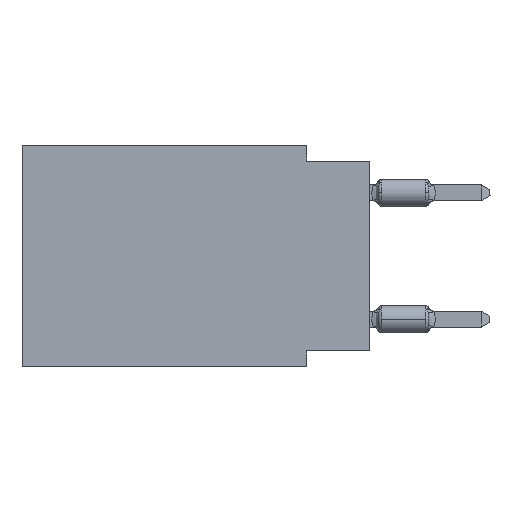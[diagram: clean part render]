
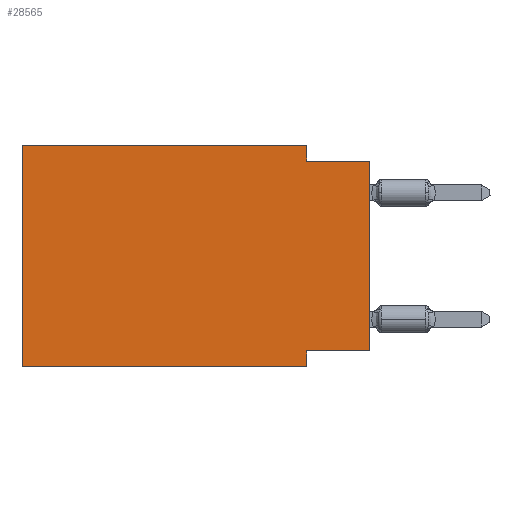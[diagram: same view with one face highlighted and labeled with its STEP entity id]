
A CAD part, left-side view. The second image highlights one B-rep face of the part: STEP entity #28565.
In plain terms, the highlighted planar face has unit normal (-1, 0, 0).
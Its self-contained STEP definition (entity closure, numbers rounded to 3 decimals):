
#335 = VECTOR ( 'NONE', #58995, 1000. ) ;
#1245 = DIRECTION ( 'NONE',  ( 0., 0., -1. ) ) ;
#1886 = VECTOR ( 'NONE', #6429, 1000. ) ;
#2103 = LINE ( 'NONE', #26225, #23729 ) ;
#2394 = CARTESIAN_POINT ( 'NONE',  ( 0., 0., -0.635 ) ) ;
#2488 = VERTEX_POINT ( 'NONE', #59183 ) ;
#4712 = CARTESIAN_POINT ( 'NONE',  ( 0., 13.97, 0. ) ) ;
#5521 = VERTEX_POINT ( 'NONE', #2394 ) ;
#6429 = DIRECTION ( 'NONE',  ( 0., 0., -1. ) ) ;
#7372 = VERTEX_POINT ( 'NONE', #38792 ) ;
#7472 = DIRECTION ( 'NONE',  ( 0., -1., 0. ) ) ;
#7830 = DIRECTION ( 'NONE',  ( 0., -1., 0. ) ) ;
#8798 = ORIENTED_EDGE ( 'NONE', *, *, #10179, .F. ) ;
#9357 = CARTESIAN_POINT ( 'NONE',  ( 0., 2.54, -8.89 ) ) ;
#9439 = EDGE_CURVE ( 'NONE', #54322, #41624, #48770, .T. ) ;
#10179 = EDGE_CURVE ( 'NONE', #7372, #13077, #39092, .T. ) ;
#11643 = DIRECTION ( 'NONE',  ( 0., 0., -1. ) ) ;
#11780 = ORIENTED_EDGE ( 'NONE', *, *, #36897, .F. ) ;
#12522 = VECTOR ( 'NONE', #11643, 1000. ) ;
#12635 = DIRECTION ( 'NONE',  ( 0., 0., 1. ) ) ;
#12969 = CARTESIAN_POINT ( 'NONE',  ( 0., 0., 0. ) ) ;
#13077 = VERTEX_POINT ( 'NONE', #28059 ) ;
#15385 = ORIENTED_EDGE ( 'NONE', *, *, #40346, .F. ) ;
#16696 = ORIENTED_EDGE ( 'NONE', *, *, #23250, .F. ) ;
#17272 = LINE ( 'NONE', #52490, #39834 ) ;
#23250 = EDGE_CURVE ( 'NONE', #36567, #5521, #32610, .T. ) ;
#23729 = VECTOR ( 'NONE', #52322, 1000. ) ;
#24399 = CARTESIAN_POINT ( 'NONE',  ( 0., 0., -8.255 ) ) ;
#25781 = CARTESIAN_POINT ( 'NONE',  ( 0., 13.97, -8.89 ) ) ;
#26225 = CARTESIAN_POINT ( 'NONE',  ( 0., 13.97, -8.89 ) ) ;
#26752 = CARTESIAN_POINT ( 'NONE',  ( 0., 0., -0.635 ) ) ;
#27128 = ORIENTED_EDGE ( 'NONE', *, *, #54968, .F. ) ;
#27183 = ORIENTED_EDGE ( 'NONE', *, *, #9439, .F. ) ;
#27470 = EDGE_CURVE ( 'NONE', #7372, #5521, #37440, .T. ) ;
#27900 = VECTOR ( 'NONE', #12635, 1000. ) ;
#28059 = CARTESIAN_POINT ( 'NONE',  ( 0., 2.54, -8.255 ) ) ;
#28565 = ADVANCED_FACE ( 'NONE', ( #37123 ), #61592, .F. ) ;
#32209 = LINE ( 'NONE', #45910, #12522 ) ;
#32610 = LINE ( 'NONE', #26752, #47236 ) ;
#36150 = EDGE_CURVE ( 'NONE', #54322, #48871, #2103, .T. ) ;
#36353 = CARTESIAN_POINT ( 'NONE',  ( 0., 13.97, 0. ) ) ;
#36522 = CARTESIAN_POINT ( 'NONE',  ( 0., 2.54, -0.635 ) ) ;
#36567 = VERTEX_POINT ( 'NONE', #36522 ) ;
#36897 = EDGE_CURVE ( 'NONE', #13077, #48871, #55073, .T. ) ;
#37123 = FACE_OUTER_BOUND ( 'NONE', #45878, .T. ) ;
#37440 = LINE ( 'NONE', #12969, #27900 ) ;
#38792 = CARTESIAN_POINT ( 'NONE',  ( 0., 0., -8.255 ) ) ;
#39092 = LINE ( 'NONE', #24399, #335 ) ;
#39299 = DIRECTION ( 'NONE',  ( 0., 0., 1. ) ) ;
#39834 = VECTOR ( 'NONE', #7472, 1000. ) ;
#40346 = EDGE_CURVE ( 'NONE', #41624, #2488, #17272, .T. ) ;
#41624 = VERTEX_POINT ( 'NONE', #36353 ) ;
#41695 = DIRECTION ( 'NONE',  ( 1., 0., 0. ) ) ;
#43499 = AXIS2_PLACEMENT_3D ( 'NONE', #56072, #41695, #1245 ) ;
#45878 = EDGE_LOOP ( 'NONE', ( #50537, #16696, #27128, #15385, #27183, #50865, #11780, #8798 ) ) ;
#45910 = CARTESIAN_POINT ( 'NONE',  ( 0., 2.54, 0. ) ) ;
#47236 = VECTOR ( 'NONE', #7830, 1000. ) ;
#48770 = LINE ( 'NONE', #4712, #51316 ) ;
#48871 = VERTEX_POINT ( 'NONE', #9357 ) ;
#50537 = ORIENTED_EDGE ( 'NONE', *, *, #27470, .T. ) ;
#50865 = ORIENTED_EDGE ( 'NONE', *, *, #36150, .T. ) ;
#51316 = VECTOR ( 'NONE', #39299, 1000. ) ;
#52322 = DIRECTION ( 'NONE',  ( 0., -1., 0. ) ) ;
#52490 = CARTESIAN_POINT ( 'NONE',  ( 0., 13.97, 0. ) ) ;
#54322 = VERTEX_POINT ( 'NONE', #25781 ) ;
#54968 = EDGE_CURVE ( 'NONE', #2488, #36567, #32209, .T. ) ;
#55073 = LINE ( 'NONE', #60287, #1886 ) ;
#56072 = CARTESIAN_POINT ( 'NONE',  ( 0., 13.97, 0. ) ) ;
#58995 = DIRECTION ( 'NONE',  ( 0., 1., 0. ) ) ;
#59183 = CARTESIAN_POINT ( 'NONE',  ( 0., 2.54, 0. ) ) ;
#60287 = CARTESIAN_POINT ( 'NONE',  ( 0., 2.54, -8.89 ) ) ;
#61592 = PLANE ( 'NONE',  #43499 ) ;
